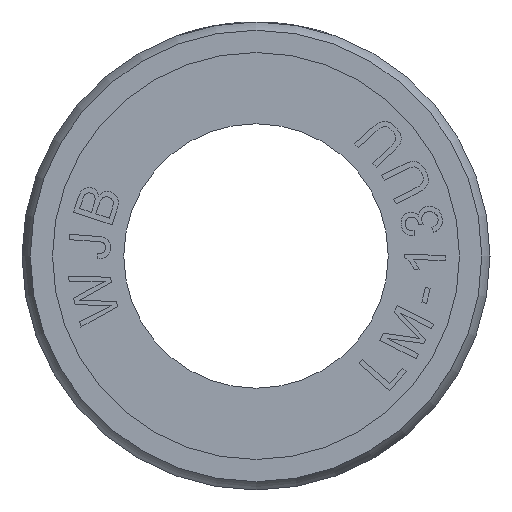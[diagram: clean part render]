
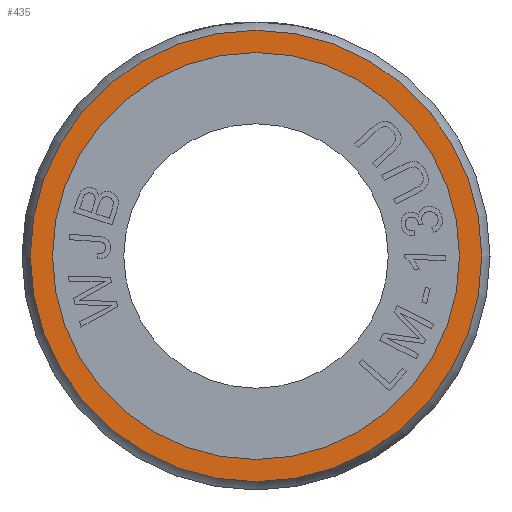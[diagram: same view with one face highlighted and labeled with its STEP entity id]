
A CAD part, left-side view. The second image highlights one B-rep face of the part: STEP entity #435.
In plain terms, the highlighted planar face has unit normal (-1, 0, 0).
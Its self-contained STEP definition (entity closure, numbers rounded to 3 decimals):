
#435=ADVANCED_FACE('',(#990,#991),#714,.T.);
#714=PLANE('',#5205);
#913=CIRCLE('',#5202,11.094);
#914=CIRCLE('',#5204,10.);
#990=FACE_BOUND('',#1065,.T.);
#991=FACE_BOUND('',#1066,.T.);
#1065=EDGE_LOOP('',(#2420));
#1066=EDGE_LOOP('',(#2421));
#2420=ORIENTED_EDGE('',*,*,#4312,.T.);
#2421=ORIENTED_EDGE('',*,*,#4313,.F.);
#3832=VERTEX_POINT('',#7815);
#3833=VERTEX_POINT('',#7818);
#4312=EDGE_CURVE('',#3832,#3832,#913,.T.);
#4313=EDGE_CURVE('',#3833,#3833,#914,.T.);
#5202=AXIS2_PLACEMENT_3D('',#7814,#5633,#5634);
#5204=AXIS2_PLACEMENT_3D('',#7817,#5637,#5638);
#5205=AXIS2_PLACEMENT_3D('',#7819,#5639,#5640);
#5633=DIRECTION('',(-1.,0.,0.));
#5634=DIRECTION('',(0.,0.,1.));
#5637=DIRECTION('',(-1.,0.,0.));
#5638=DIRECTION('',(0.,0.,1.));
#5639=DIRECTION('',(-1.,0.,0.));
#5640=DIRECTION('',(0.,0.,1.));
#7814=CARTESIAN_POINT('',(0.,0.,0.));
#7815=CARTESIAN_POINT('',(0.,0.,11.094));
#7817=CARTESIAN_POINT('',(0.,0.,0.));
#7818=CARTESIAN_POINT('',(0.,0.,10.));
#7819=CARTESIAN_POINT('',(0.,0.,10.547));
